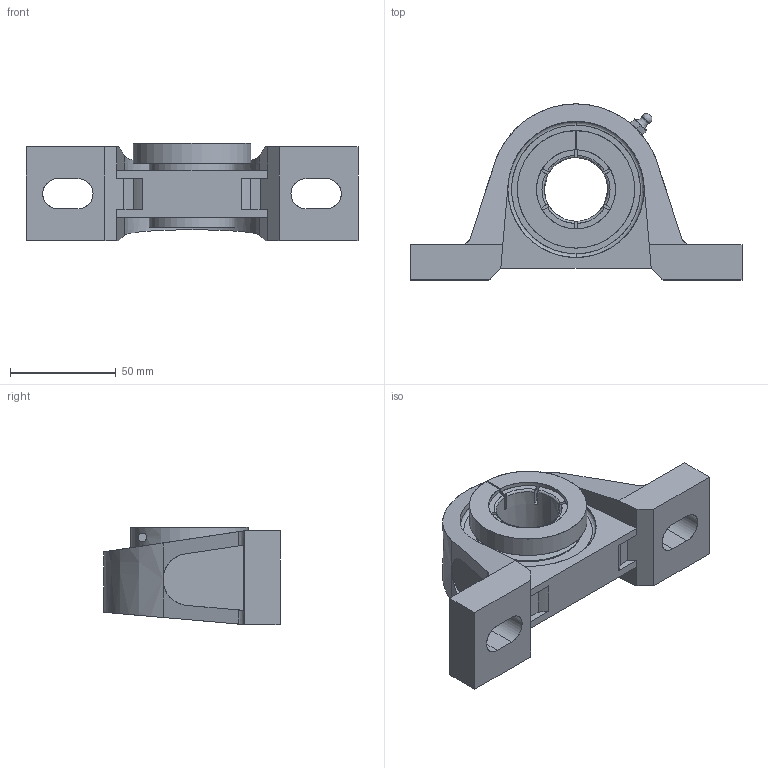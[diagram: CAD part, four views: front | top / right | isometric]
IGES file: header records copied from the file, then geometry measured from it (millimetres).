
Start section: SolidWorks IGES file using analytic representation for surfaces
Global section: file name: VPDEFAU0725727484690.igs; native system: SolidWorks 2017; preprocessor: SolidWorks 2017; author: partstream; date: 170725.072752; units: millimetre
Bounding box: 157.16 x 83.34 x 46.04 mm (x, y, z)
Surface area: 45930.3 mm2 (no closed solid volume)
Topology: 0 solids, 0 shells, 180 faces, 3193 edges, 3198 vertices
Faces by surface type: bspline 114, revolution 66
